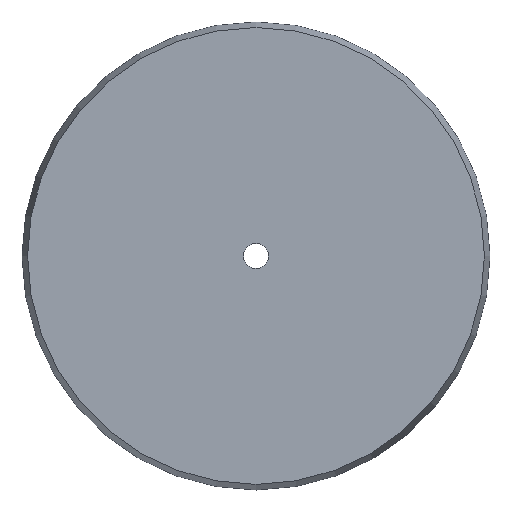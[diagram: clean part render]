
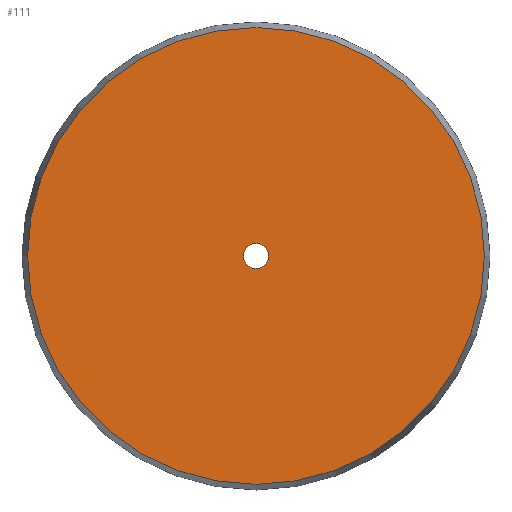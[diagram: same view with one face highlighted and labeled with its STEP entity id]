
A CAD part, top view. The second image highlights one B-rep face of the part: STEP entity #111.
In plain terms, the highlighted planar face has unit normal (0, 0, 1).
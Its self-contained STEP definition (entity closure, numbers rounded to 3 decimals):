
#49=CARTESIAN_POINT('',(41.,0.,7.4));
#50=VERTEX_POINT('',#49);
#51=CARTESIAN_POINT('',(0.0,0.0,7.4));
#52=DIRECTION('',(0.0,0.0,-1.0));
#53=DIRECTION('',(-1.0,0.0,0.0));
#54=AXIS2_PLACEMENT_3D('',#51,#52,#53);
#55=CIRCLE('',#54,41.);
#56=EDGE_CURVE('',#50,#50,#55,.T.);
#92=CARTESIAN_POINT('',(0.0,0.0,7.4));
#93=DIRECTION('',(0.0,0.0,-1.0));
#94=DIRECTION('',(-1.0,0.0,0.0));
#95=AXIS2_PLACEMENT_3D('',#92,#93,#94);
#96=PLANE('',#95);
#97=ORIENTED_EDGE('',*,*,#56,.F.);
#98=EDGE_LOOP('',(#97));
#99=FACE_OUTER_BOUND('',#98,.T.);
#100=CARTESIAN_POINT('',(2.25,0.,7.4));
#101=VERTEX_POINT('',#100);
#102=CARTESIAN_POINT('',(0.0,0.0,7.4));
#103=DIRECTION('',(0.0,0.0,-1.0));
#104=DIRECTION('',(-1.0,0.0,0.0));
#105=AXIS2_PLACEMENT_3D('',#102,#103,#104);
#106=CIRCLE('',#105,2.25);
#107=EDGE_CURVE('',#101,#101,#106,.T.);
#108=ORIENTED_EDGE('',*,*,#107,.T.);
#109=EDGE_LOOP('',(#108));
#110=FACE_BOUND('',#109,.T.);
#111=ADVANCED_FACE('',(#99,#110),#96,.F.);
